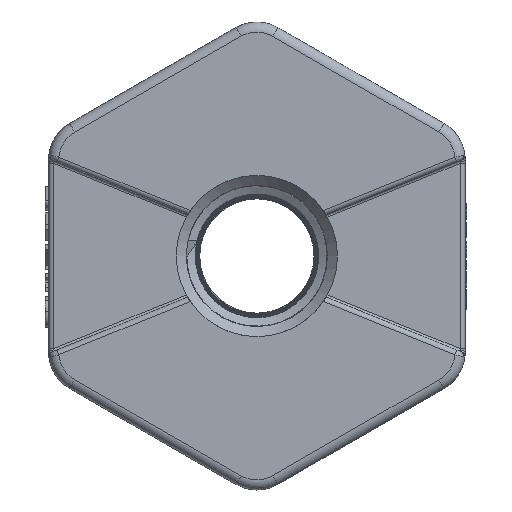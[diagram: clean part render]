
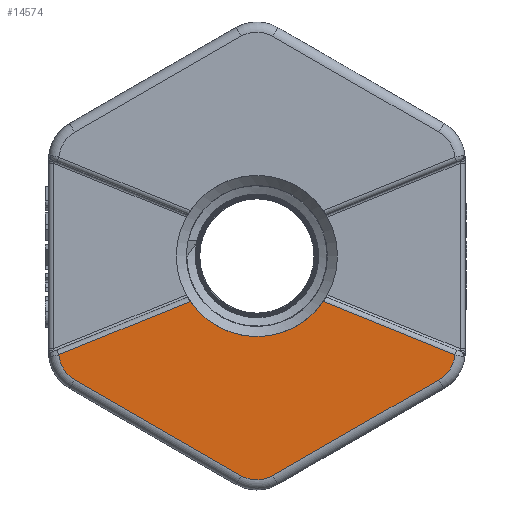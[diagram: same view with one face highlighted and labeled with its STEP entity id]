
A CAD part, left-side view. The second image highlights one B-rep face of the part: STEP entity #14574.
In plain terms, the highlighted planar face has unit normal (-1, 0, 0).
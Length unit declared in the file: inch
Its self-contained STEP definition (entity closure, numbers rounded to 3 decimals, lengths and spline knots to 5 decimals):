
#189=CIRCLE('',#15496,0.19);
#191=CIRCLE('',#15499,0.19);
#192=CIRCLE('',#15500,0.19);
#193=CIRCLE('',#15501,0.48);
#465=PLANE('',#15498);
#1220=FACE_OUTER_BOUND('',#2079,.T.);
#2079=EDGE_LOOP('',(#10253,#10254,#10255,#10256,#10257,#10258,#10259,#10260));
#3021=LINE('',#26762,#4494);
#3024=LINE('',#26908,#4497);
#3029=LINE('',#27025,#4502);
#3030=LINE('',#27028,#4503);
#4494=VECTOR('',#16500,0.3937);
#4497=VECTOR('',#16519,0.3937);
#4502=VECTOR('',#16552,0.3937);
#4503=VECTOR('',#16555,0.3937);
#6474=VERTEX_POINT('',#26746);
#6477=VERTEX_POINT('',#26760);
#6485=VERTEX_POINT('',#26896);
#6486=VERTEX_POINT('',#26907);
#6496=VERTEX_POINT('',#27018);
#6497=VERTEX_POINT('',#27022);
#6498=VERTEX_POINT('',#27024);
#6499=VERTEX_POINT('',#27026);
#7941=EDGE_CURVE('',#6477,#6474,#3021,.T.);
#7956=EDGE_CURVE('',#6485,#6486,#3024,.T.);
#7973=EDGE_CURVE('',#6486,#6496,#189,.T.);
#7975=EDGE_CURVE('',#6497,#6477,#191,.T.);
#7976=EDGE_CURVE('',#6498,#6497,#3029,.T.);
#7977=EDGE_CURVE('',#6499,#6498,#192,.T.);
#7978=EDGE_CURVE('',#6496,#6499,#3030,.T.);
#7979=EDGE_CURVE('',#6485,#6474,#193,.T.);
#10253=ORIENTED_EDGE('',*,*,#7941,.F.);
#10254=ORIENTED_EDGE('',*,*,#7975,.F.);
#10255=ORIENTED_EDGE('',*,*,#7976,.F.);
#10256=ORIENTED_EDGE('',*,*,#7977,.F.);
#10257=ORIENTED_EDGE('',*,*,#7978,.F.);
#10258=ORIENTED_EDGE('',*,*,#7973,.F.);
#10259=ORIENTED_EDGE('',*,*,#7956,.F.);
#10260=ORIENTED_EDGE('',*,*,#7979,.T.);
#14574=ADVANCED_FACE('',(#1220),#465,.T.);
#15496=AXIS2_PLACEMENT_3D('',#27019,#16544,#16545);
#15498=AXIS2_PLACEMENT_3D('',#27021,#16548,#16549);
#15499=AXIS2_PLACEMENT_3D('',#27023,#16550,#16551);
#15500=AXIS2_PLACEMENT_3D('',#27027,#16553,#16554);
#15501=AXIS2_PLACEMENT_3D('',#27029,#16556,#16557);
#16500=DIRECTION('',(0.,-0.927,0.375));
#16519=DIRECTION('',(0.,-0.927,-0.375));
#16544=DIRECTION('center_axis',(1.,0.,0.));
#16545=DIRECTION('ref_axis',(0.,-0.858,-0.514));
#16548=DIRECTION('center_axis',(-1.,0.,0.));
#16549=DIRECTION('ref_axis',(0.,0.,1.));
#16550=DIRECTION('center_axis',(1.,0.,0.));
#16551=DIRECTION('ref_axis',(0.,0.858,-0.514));
#16552=DIRECTION('',(0.,0.866,0.5));
#16553=DIRECTION('center_axis',(1.,0.,0.));
#16554=DIRECTION('ref_axis',(0.,0.,-1.));
#16555=DIRECTION('',(0.,0.866,-0.5));
#16556=DIRECTION('center_axis',(1.,0.,0.));
#16557=DIRECTION('ref_axis',(0.,1.,0.));
#26746=CARTESIAN_POINT('',(0.,0.39637,-0.27073));
#26760=CARTESIAN_POINT('',(0.,1.17931,-0.58779));
#26762=CARTESIAN_POINT('',(0.,0.96462,-0.50085));
#26896=CARTESIAN_POINT('',(0.,-0.39637,-0.27073));
#26907=CARTESIAN_POINT('',(0.,-1.17931,-0.58779));
#26908=CARTESIAN_POINT('',(0.,0.18784,-0.03414));
#27018=CARTESIAN_POINT('',(0.,-1.085,-0.73612));
#27019=CARTESIAN_POINT('Origin',(0.,-0.99,-0.57158));
#27021=CARTESIAN_POINT('Origin',(0.,0.86,0.));
#27022=CARTESIAN_POINT('',(0.,1.085,-0.73612));
#27023=CARTESIAN_POINT('Origin',(0.,0.99,-0.57158));
#27024=CARTESIAN_POINT('',(0.,0.095,-1.3077));
#27025=CARTESIAN_POINT('',(0.,1.2225,-0.65674));
#27026=CARTESIAN_POINT('',(0.,-0.095,-1.3077));
#27027=CARTESIAN_POINT('Origin',(0.,0.,
-1.14315));
#27028=CARTESIAN_POINT('',(0.,0.0425,-1.38708));
#27029=CARTESIAN_POINT('Origin',(0.,0.,0.));
